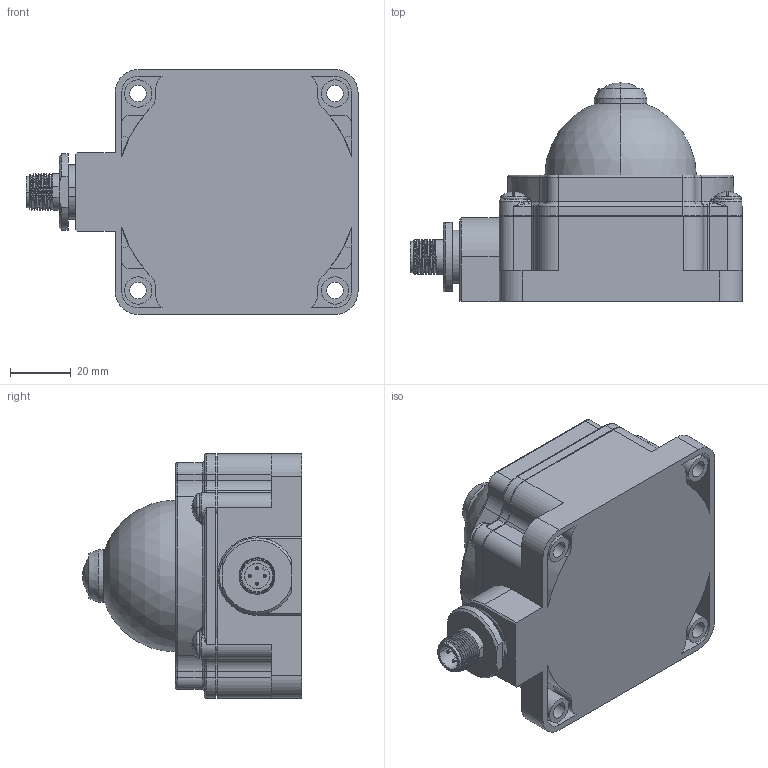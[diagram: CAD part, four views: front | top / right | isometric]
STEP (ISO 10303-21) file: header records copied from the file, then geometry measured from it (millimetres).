
FILE_DESCRIPTION((''),'2;1');
FILE_NAME('144881_SW','2009-03-26T',('banengservice'),('BANNER ENGINEERING'),'PRO/ENGINEER BY PARAMETRIC TECHNOLOGY CORPORATION, 2006170','PRO/ENGINEER BY PARAMETRIC TECHNOLOGY CORPORATION, 2006170','');
FILE_SCHEMA(('CONFIG_CONTROL_DESIGN'));
Length unit declared in the file: inch
Products named in the file (1): 144881_SW
Bounding box: 109.59 x 72.32 x 80.85 mm (x, y, z)
Volume: 83672.2 mm3; surface area: 71596.3 mm2
Topology: 5 solids, 6 shells, 946 faces, 2385 edges, 1506 vertices
Faces by surface type: plane 330, cylinder 302, bspline 118, torus 98, cone 70, sphere 28
Entity records: 43473 total; most frequent: CARTESIAN_POINT 21122, ORIENTED_EDGE 4766, DIRECTION 4606, EDGE_CURVE 2383, AXIS2_PLACEMENT_3D 1823, VERTEX_POINT 1506, EDGE_LOOP 1027, CIRCLE 995
